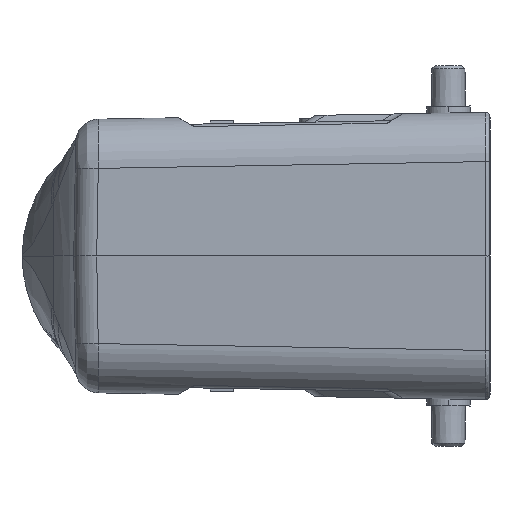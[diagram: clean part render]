
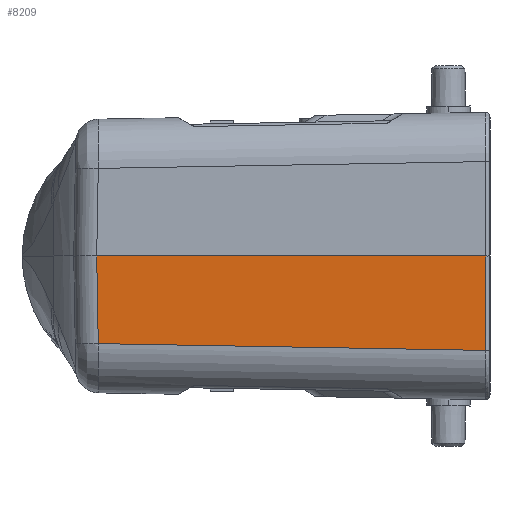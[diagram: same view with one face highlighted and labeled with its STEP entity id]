
A CAD part, left-side view. The second image highlights one B-rep face of the part: STEP entity #8209.
In plain terms, the highlighted planar face has unit normal (-1, 0.018, -0.017).
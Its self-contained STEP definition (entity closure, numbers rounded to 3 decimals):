
#273=CARTESIAN_POINT('',(-59.748,70.308,-14.127));
#299=CARTESIAN_POINT('',(-58.753,128.333,-13.114));
#1149=DIRECTION('',(-0.017,0.,1.));
#1150=VECTOR('',#1149,14.129);
#1151=CARTESIAN_POINT('',(-59.748,70.308,
-14.127));
#1152=LINE('',#1151,#1150);
#1153=DIRECTION('',(0.017,1.,0.017));
#1154=VECTOR('',#1153,58.042);
#1155=CARTESIAN_POINT('',(-59.748,70.308,
-14.127));
#1156=LINE('',#1155,#1154);
#1157=DIRECTION('',(-0.017,0.017,1.));
#1158=VECTOR('',#1157,13.118);
#1159=CARTESIAN_POINT('',(-58.753,128.333,
-13.114));
#1160=LINE('',#1159,#1158);
#1707=DIRECTION('',(0.017,1.,0.));
#1708=VECTOR('',#1707,58.26);
#1709=CARTESIAN_POINT('',(-59.995,70.31,
0.));
#1710=LINE('',#1709,#1708);
#5451=VERTEX_POINT('',#273);
#5457=VERTEX_POINT('',#299);
#5602=CARTESIAN_POINT('',(-59.995,70.31,
0.));
#5603=VERTEX_POINT('',#5602);
#5604=CARTESIAN_POINT('',(-58.978,128.562,
0.));
#5605=VERTEX_POINT('',#5604);
#8196=CARTESIAN_POINT('',(-60.049,70.,2.835));
#8197=DIRECTION('',(-1.,0.017,-0.017));
#8198=DIRECTION('',(0.017,1.,0.));
#8199=AXIS2_PLACEMENT_3D('',#8196,#8197,#8198);
#8200=PLANE('',#8199);
#8201=ORIENTED_EDGE('',*,*,#8189,.F.);
#8202=ORIENTED_EDGE('',*,*,#6892,.T.);
#8204=ORIENTED_EDGE('',*,*,#8203,.T.);
#8206=ORIENTED_EDGE('',*,*,#8205,.F.);
#8207=EDGE_LOOP('',(#8201,#8202,#8204,#8206));
#8208=FACE_OUTER_BOUND('',#8207,.F.);
#8209=ADVANCED_FACE('',(#8208),#8200,.T.);
#6892=EDGE_CURVE('',#5451,#5457,#1156,.T.);
#8189=EDGE_CURVE('',#5451,#5603,#1152,.T.);
#8203=EDGE_CURVE('',#5457,#5605,#1160,.T.);
#8205=EDGE_CURVE('',#5603,#5605,#1710,.T.);
